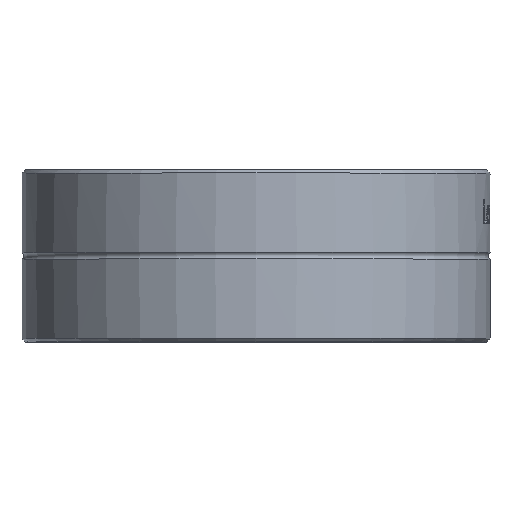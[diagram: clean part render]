
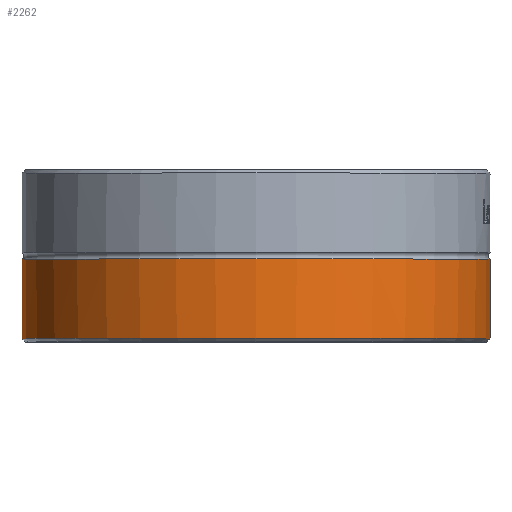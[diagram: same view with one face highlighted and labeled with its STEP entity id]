
A CAD part, top view. The second image highlights one B-rep face of the part: STEP entity #2262.
In plain terms, the highlighted cylindrical face has radius 34.55 mm (diameter 69.1 mm), a full revolution.
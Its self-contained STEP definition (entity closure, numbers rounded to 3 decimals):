
#101=CYLINDRICAL_SURFACE('',#2473,34.55);
#145=FACE_BOUND('',#730,.T.);
#555=FACE_OUTER_BOUND('',#729,.T.);
#729=EDGE_LOOP('',(#2092,#2093,#2094,#2095,#2096));
#730=EDGE_LOOP('',(#2097));
#748=CIRCLE('',#2293,34.55);
#754=CIRCLE('',#2302,34.55);
#823=CIRCLE('',#2474,34.55);
#832=B_SPLINE_CURVE_WITH_KNOTS('',3,(#3041,#3042,#3043,#3044),
 .UNSPECIFIED.,.F.,.F.,(4,4),(0.226,0.279),
 .UNSPECIFIED.);
#833=B_SPLINE_CURVE_WITH_KNOTS('',3,(#3046,#3047,#3048,#3049),
 .UNSPECIFIED.,.F.,.F.,(4,4),(0.173,0.226),
 .UNSPECIFIED.);
#838=B_SPLINE_CURVE_WITH_KNOTS('',3,(#3113,#3114,#3115,#3116,#3117,#3118),
 .UNSPECIFIED.,.F.,.F.,(4,2,4),(0.625,0.678,0.731),
 .UNSPECIFIED.);
#931=VERTEX_POINT('',#3006);
#932=VERTEX_POINT('',#3015);
#939=VERTEX_POINT('',#3040);
#940=VERTEX_POINT('',#3045);
#943=VERTEX_POINT('',#3076);
#1149=VERTEX_POINT('',#5460);
#1157=EDGE_CURVE('',#931,#932,#748,.T.);
#1166=EDGE_CURVE('',#939,#932,#832,.T.);
#1167=EDGE_CURVE('',#940,#939,#833,.T.);
#1171=EDGE_CURVE('',#940,#943,#754,.T.);
#1180=EDGE_CURVE('',#931,#943,#838,.T.);
#1470=EDGE_CURVE('',#1149,#1149,#823,.T.);
#2092=ORIENTED_EDGE('',*,*,#1157,.F.);
#2093=ORIENTED_EDGE('',*,*,#1180,.T.);
#2094=ORIENTED_EDGE('',*,*,#1171,.F.);
#2095=ORIENTED_EDGE('',*,*,#1167,.T.);
#2096=ORIENTED_EDGE('',*,*,#1166,.T.);
#2097=ORIENTED_EDGE('',*,*,#1470,.F.);
#2262=ADVANCED_FACE('',(#555,#145),#101,.T.);
#2293=AXIS2_PLACEMENT_3D('',#3016,#2494,#2495);
#2302=AXIS2_PLACEMENT_3D('',#3077,#2515,#2516);
#2473=AXIS2_PLACEMENT_3D('',#5459,#2969,#2970);
#2474=AXIS2_PLACEMENT_3D('',#5461,#2971,#2972);
#2494=DIRECTION('center_axis',(0.,-1.,0.));
#2495=DIRECTION('ref_axis',(-1.,0.,0.));
#2515=DIRECTION('center_axis',(0.,-1.,0.));
#2516=DIRECTION('ref_axis',(-1.,0.,0.));
#2969=DIRECTION('center_axis',(0.,1.,0.));
#2970=DIRECTION('ref_axis',(-1.,0.,0.));
#2971=DIRECTION('center_axis',(0.,1.,0.));
#2972=DIRECTION('ref_axis',(1.,0.,0.));
#3006=CARTESIAN_POINT('',(-34.546,0.5,-0.539));
#3015=CARTESIAN_POINT('',(34.546,0.5,-0.539));
#3016=CARTESIAN_POINT('Origin',(0.,0.5,0.));
#3040=CARTESIAN_POINT('',(34.55,0.6,0.));
#3041=CARTESIAN_POINT('Ctrl Pts',(34.55,0.6,0.));
#3042=CARTESIAN_POINT('Ctrl Pts',(34.55,0.6,-0.176));
#3043=CARTESIAN_POINT('Ctrl Pts',(34.549,0.567,-0.364));
#3044=CARTESIAN_POINT('Ctrl Pts',(34.546,0.5,-0.539));
#3045=CARTESIAN_POINT('',(34.546,0.5,0.539));
#3046=CARTESIAN_POINT('Ctrl Pts',(34.546,0.5,0.539));
#3047=CARTESIAN_POINT('Ctrl Pts',(34.549,0.567,0.364));
#3048=CARTESIAN_POINT('Ctrl Pts',(34.55,0.6,0.176));
#3049=CARTESIAN_POINT('Ctrl Pts',(34.55,0.6,0.));
#3076=CARTESIAN_POINT('',(-34.546,0.5,0.539));
#3077=CARTESIAN_POINT('Origin',(0.,0.5,0.));
#3113=CARTESIAN_POINT('Ctrl Pts',(-34.546,0.5,-0.539));
#3114=CARTESIAN_POINT('Ctrl Pts',(-34.549,0.567,-0.364));
#3115=CARTESIAN_POINT('Ctrl Pts',(-34.55,0.6,-0.176));
#3116=CARTESIAN_POINT('Ctrl Pts',(-34.55,0.6,0.176));
#3117=CARTESIAN_POINT('Ctrl Pts',(-34.549,0.567,0.364));
#3118=CARTESIAN_POINT('Ctrl Pts',(-34.546,0.5,0.539));
#5459=CARTESIAN_POINT('Origin',(0.,6.106,0.));
#5460=CARTESIAN_POINT('',(-34.55,12.213,0.));
#5461=CARTESIAN_POINT('Origin',(0.,12.213,0.));
